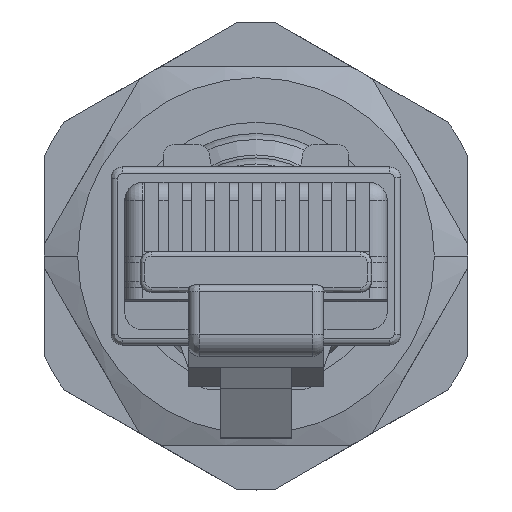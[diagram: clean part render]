
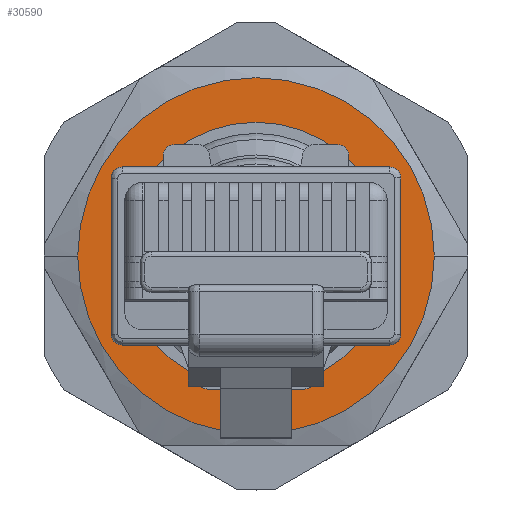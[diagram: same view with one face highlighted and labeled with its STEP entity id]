
A CAD part, front view. The second image highlights one B-rep face of the part: STEP entity #30590.
In plain terms, the highlighted planar face has unit normal (0, -1, 0).
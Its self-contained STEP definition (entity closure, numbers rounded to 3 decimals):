
#7941=CARTESIAN_POINT('',(0.,-3.,0.));
#7942=DIRECTION('',(0.,1.,0.));
#7943=DIRECTION('',(-1.,0.,0.));
#7944=AXIS2_PLACEMENT_3D('',#7941,#7942,#7943);
#7946=CARTESIAN_POINT('',(0.,-3.,0.));
#7947=DIRECTION('',(0.,1.,0.));
#7948=DIRECTION('',(1.,0.,0.));
#7949=AXIS2_PLACEMENT_3D('',#7946,#7947,#7948);
#7951=CARTESIAN_POINT('',(0.,-3.,0.));
#7952=DIRECTION('',(0.,-1.,0.));
#7953=DIRECTION('',(-1.,0.,0.));
#7954=AXIS2_PLACEMENT_3D('',#7951,#7952,#7953);
#7956=CARTESIAN_POINT('',(0.,-3.,0.));
#7957=DIRECTION('',(0.,-1.,0.));
#7958=DIRECTION('',(1.,0.,0.));
#7959=AXIS2_PLACEMENT_3D('',#7956,#7957,#7958);
#13328=CARTESIAN_POINT('',(-8.,-3.,0.));
#13329=VERTEX_POINT('',#13328);
#13330=CARTESIAN_POINT('',(8.,-3.,0.));
#13331=VERTEX_POINT('',#13330);
#13332=CARTESIAN_POINT('',(-6.,-3.,0.));
#13333=CARTESIAN_POINT('',(6.,-3.,0.));
#13334=VERTEX_POINT('',#13332);
#13335=VERTEX_POINT('',#13333);
#30574=CARTESIAN_POINT('',(0.,-3.,0.));
#30575=DIRECTION('',(0.,1.,0.));
#30576=DIRECTION('',(1.,0.,0.));
#30577=AXIS2_PLACEMENT_3D('',#30574,#30575,#30576);
#30578=PLANE('',#30577);
#30580=ORIENTED_EDGE('',*,*,#30579,.T.);
#30582=ORIENTED_EDGE('',*,*,#30581,.T.);
#30583=EDGE_LOOP('',(#30580,#30582));
#30584=FACE_OUTER_BOUND('',#30583,.F.);
#30586=ORIENTED_EDGE('',*,*,#30585,.T.);
#30587=ORIENTED_EDGE('',*,*,#30557,.T.);
#30588=EDGE_LOOP('',(#30586,#30587));
#30589=FACE_BOUND('',#30588,.F.);
#30590=ADVANCED_FACE('',(#30584,#30589),#30578,.F.);
#7945=CIRCLE('',#7944,8.);
#7950=CIRCLE('',#7949,8.);
#7955=CIRCLE('',#7954,6.);
#7960=CIRCLE('',#7959,6.);
#30557=EDGE_CURVE('',#13335,#13334,#7960,.T.);
#30579=EDGE_CURVE('',#13329,#13331,#7945,.T.);
#30581=EDGE_CURVE('',#13331,#13329,#7950,.T.);
#30585=EDGE_CURVE('',#13334,#13335,#7955,.T.);
